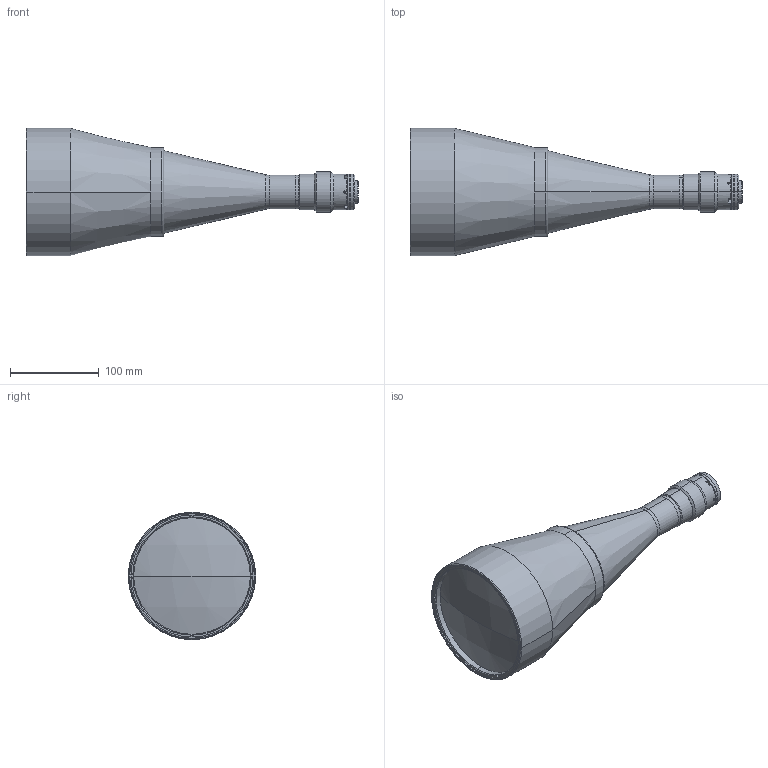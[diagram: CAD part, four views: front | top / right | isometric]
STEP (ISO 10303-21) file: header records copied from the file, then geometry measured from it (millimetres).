
FILE_DESCRIPTION (( 'STEP AP214' ), '1' );
FILE_NAME ('TC2M096HR-C.STEP', '2014-06-03T12:51:25', ( 'piermario' ), ( '' ), 'SwSTEP 2.0', 'SolidWorks 2013', '' );
FILE_SCHEMA (( 'AUTOMOTIVE_DESIGN' ));
Length unit declared in the file: millimetre
Products named in the file (1): TC2M096HR-C
Bounding box: 373.05 x 143 x 143 mm (x, y, z)
Surface area: 146163.9 mm2 (no closed solid volume)
Topology: 0 solids, 13 shells, 113 faces, 313 edges, 213 vertices
Faces by surface type: cylinder 46, plane 33, cone 26, torus 6, sphere 2
Entity records: 5133 total; most frequent: CARTESIAN_POINT 916, DIRECTION 680, ORIENTED_EDGE 519, EDGE_CURVE 313, AXIS2_PLACEMENT_3D 283, VERTEX_POINT 213, CIRCLE 169, EDGE_LOOP 137
